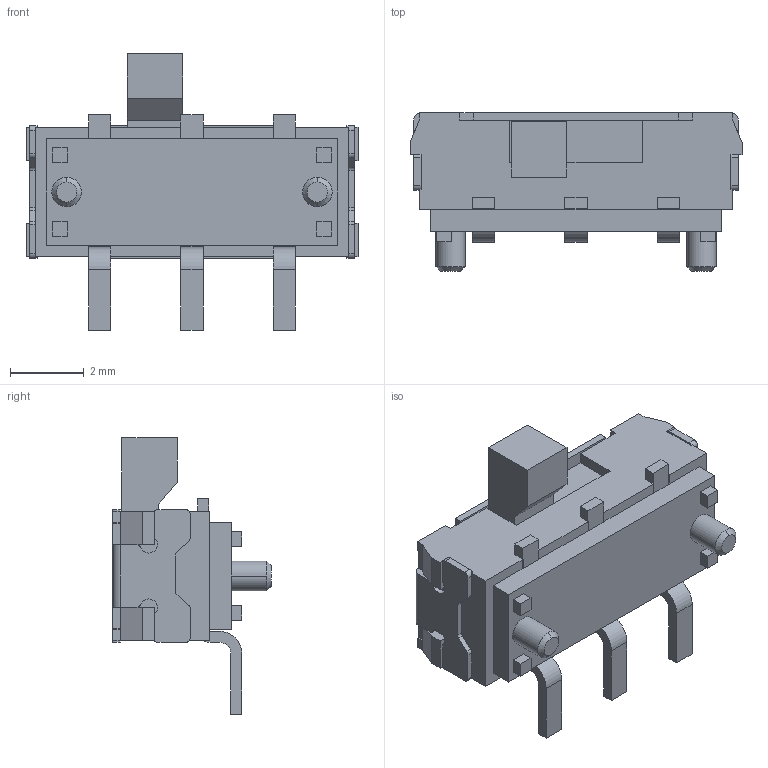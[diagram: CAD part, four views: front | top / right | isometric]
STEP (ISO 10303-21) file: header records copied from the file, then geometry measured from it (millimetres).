
FILE_DESCRIPTION (( 'STEP AP214' ), '1' );
FILE_NAME ('JS102011SAQN.stp', '2019-04-22T04:46:55', ( '' ), ( '' ), 'SwSTEP 2.0', 'SolidWorks 2019', '' );
FILE_SCHEMA (( 'AUTOMOTIVE_DESIGN' ));
Length unit declared in the file: metre
Products named in the file (2): JS102011SAQN
Bounding box: 9 x 4.3 x 7.5 mm (x, y, z)
Volume: 99.6 mm3; surface area: 195.6 mm2
Topology: 1 solids, 1 shells, 283 faces, 795 edges, 520 vertices
Faces by surface type: plane 188, bspline 47, cylinder 44, cone 4
Entity records: 11190 total; most frequent: CARTESIAN_POINT 2562, ORIENTED_EDGE 1590, DIRECTION 1280, EDGE_CURVE 795, LINE 592, VECTOR 592, VERTEX_POINT 520, AXIS2_PLACEMENT_3D 344
